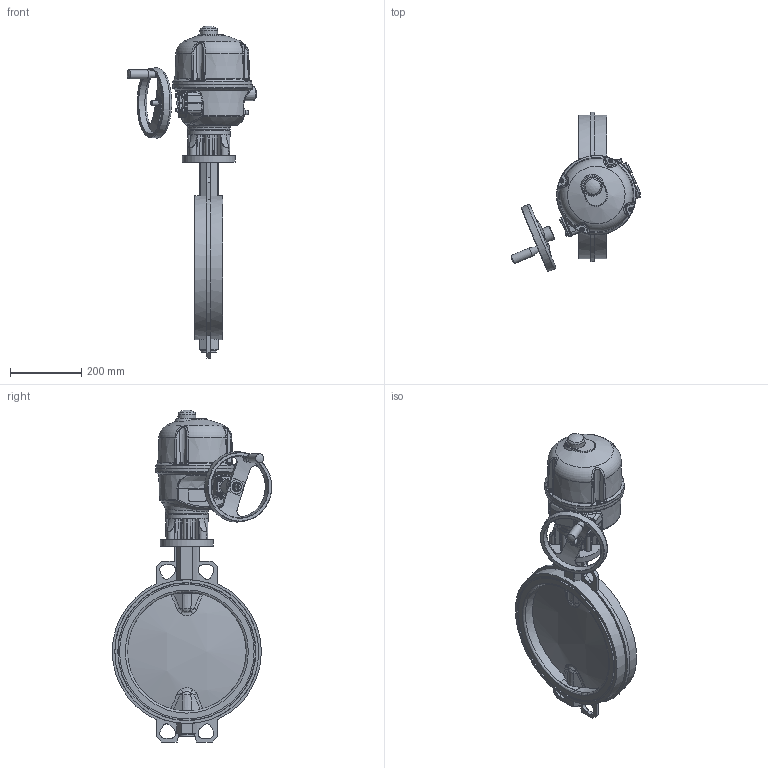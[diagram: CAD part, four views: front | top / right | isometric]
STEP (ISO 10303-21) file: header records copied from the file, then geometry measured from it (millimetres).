
FILE_DESCRIPTION(/* description */ (''),/* implementation_level */ '2;1');
FILE_NAME(/* name */ 'AT2313B350-AQ80.step',/* time_stamp */ '2025-07-11T14:54:56+02:00',/* author */ (''),/* organization */ (''),/* preprocessor_version */ 'ST-DEVELOPER v20.1',/* originating_system */ 'Autodesk Translation Framework v14.10.0.0',/* authorisation */ '');
FILE_SCHEMA (('AUTOMOTIVE_DESIGN { 1 0 10303 214 3 1 1 }'));
Length unit declared in the file: millimetre
Products named in the file (3): AT2313B350-AQ80; CD_02075_FR_EN; EVCS-i DN350 PN16 F12-L22
Assembly tree (2 placements, depth 2):
  AT2313B350-AQ80
    CD_02075_FR_EN
    EVCS-i DN350 PN16 F12-L22
Bounding box: 365.56 x 449.19 x 934.75 mm (x, y, z)
Volume: 6405242.4 mm3; surface area: 927480.3 mm2
Topology: 1 solids, 39 shells, 1234 faces, 3683 edges, 2471 vertices
Faces by surface type: plane 501, bspline 320, cylinder 207, torus 120, cone 79, sphere 7
Full cylindrical faces by diameter (mm): 3.3 x1, 6.6 x4, 8.5 x4, 10 x5, 10.2 x4, 12 x14, 13 x4, 14 x1, 25.5 x1, 30 x1, 40 x2, 42 x1, 50 x1, 66 x1, 67 x1, 85 x2, 117 x1, 150 x1, 334.6 x1, 379 x2, 389 x2, 405 x2
Entity records: 72018 total; most frequent: CARTESIAN_POINT 39881, ORIENTED_EDGE 6569, DIRECTION 5786, EDGE_CURVE 3668, VERTEX_POINT 2471, AXIS2_PLACEMENT_3D 2110, LINE 1566, VECTOR 1566
